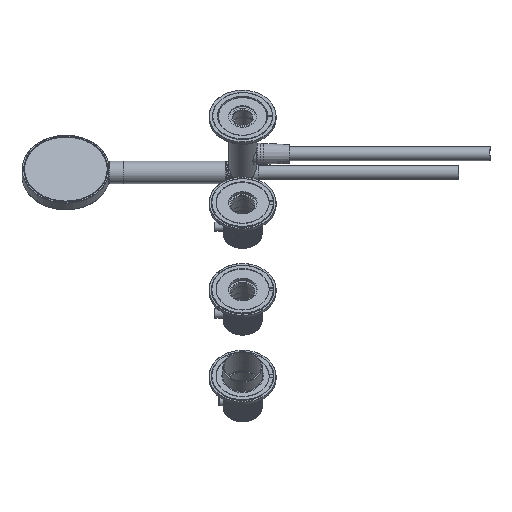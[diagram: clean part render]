
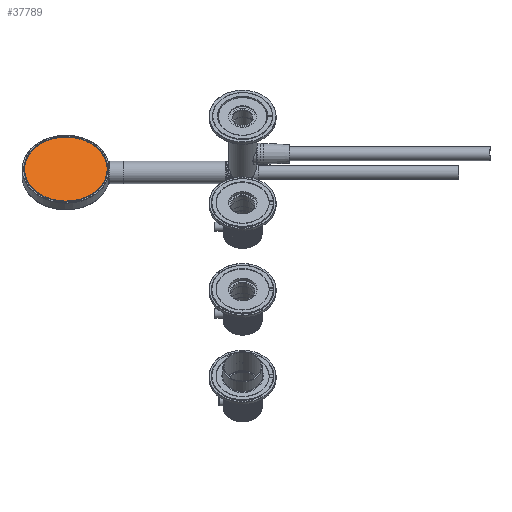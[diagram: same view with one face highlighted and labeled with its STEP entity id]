
A CAD part, top view. The second image highlights one B-rep face of the part: STEP entity #37789.
In plain terms, the highlighted face is planar.
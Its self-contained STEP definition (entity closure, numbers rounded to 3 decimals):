
#7090=ORIENTED_EDGE('',*,*,#18395,.T.);
#18395=EDGE_CURVE('',#30662,#30662,#24058,.T.);
#24058=CIRCLE('',#44831,44.3);
#26269=EDGE_LOOP('',(#7090));
#29584=PLANE('',#44830);
#30662=VERTEX_POINT('',#59198);
#34338=FACE_BOUND('',#26269,.T.);
#37789=ADVANCED_FACE('',(#34338),#29584,.T.);
#44830=AXIS2_PLACEMENT_3D('',#59196,#49180,#49181);
#44831=AXIS2_PLACEMENT_3D('',#59197,#49182,#49183);
#49180=DIRECTION('',(0.,0.,1.));
#49181=DIRECTION('',(0.,-1.,0.));
#49182=DIRECTION('',(0.,0.,1.));
#49183=DIRECTION('',(1.,0.,0.));
#59196=CARTESIAN_POINT('',(0.,0.,12.));
#59197=CARTESIAN_POINT('',(0.,0.,12.));
#59198=CARTESIAN_POINT('',(44.3,0.,12.));
